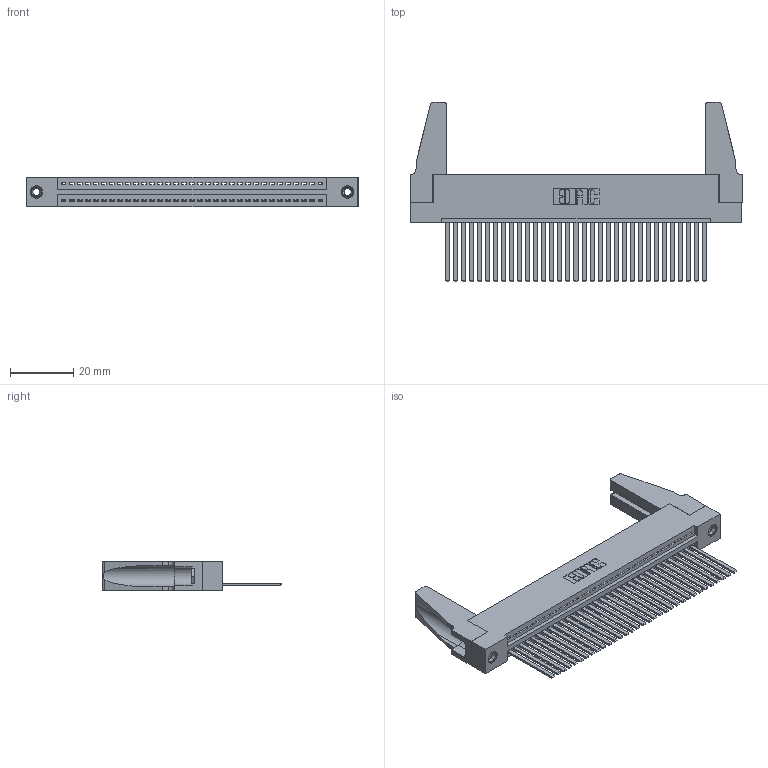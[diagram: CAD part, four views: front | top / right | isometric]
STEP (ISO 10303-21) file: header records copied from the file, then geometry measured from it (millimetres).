
FILE_DESCRIPTION (( 'STEP AP203' ), '1' );
FILE_NAME ('395-033-544-188.STEP', '2019-10-19T16:25:48', ( '' ), ( '' ), 'SwSTEP 2.0', 'SolidWorks 2016', '' );
FILE_SCHEMA (( 'CONFIG_CONTROL_DESIGN' ));
Length unit declared in the file: inch
Products named in the file (5): 345-292-001_345-293-144; 345-220-078_345-220-088; 395-033-544-188; 345-250-001_345-250-001-102; 345 Part_Flush Mounting Lugs - 0.156 Dia-TH
Assembly tree (38 placements, depth 2):
  395-033-544-188
    345 Part_Flush Mounting Lugs - 0.156 Dia-TH
    345-292-001_345-293-144  x33
    345-250-001_345-250-001-102  x2
    345-220-078_345-220-088  x2
Bounding box: 105.05 x 56.82 x 9.4 mm (x, y, z)
Volume: 13539.1 mm3; surface area: 17824.3 mm2
Topology: 38 solids, 38 shells, 1966 faces, 5869 edges, 3858 vertices
Faces by surface type: plane 1340, cylinder 610, cone 12, torus 4
Entity records: 28012 total; most frequent: CARTESIAN_POINT 4841, ORIENTED_EDGE 4768, DIRECTION 4246, EDGE_CURVE 2384, LINE 2082, VECTOR 2082, VERTEX_POINT 1582, AXIS2_PLACEMENT_3D 1082
